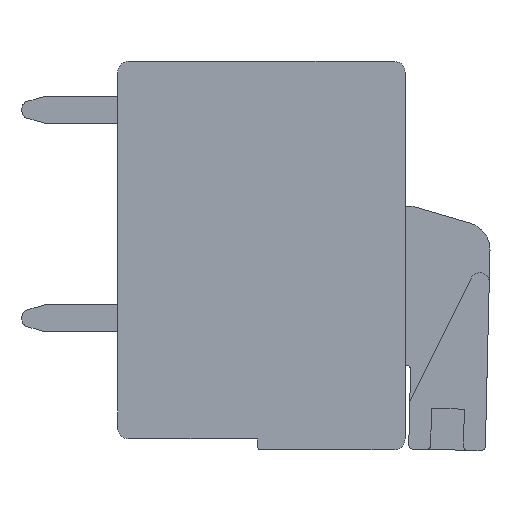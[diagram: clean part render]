
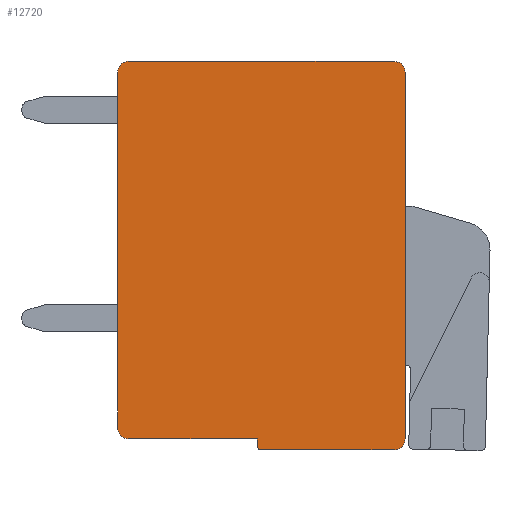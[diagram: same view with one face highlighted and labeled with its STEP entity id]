
A CAD part, front view. The second image highlights one B-rep face of the part: STEP entity #12720.
In plain terms, the highlighted planar face has unit normal (0, -1, 0).
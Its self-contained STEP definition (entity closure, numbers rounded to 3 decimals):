
#1=CARTESIAN_POINT('',(5.25,0.,-14.05));
#2=DIRECTION('',(0.,1.,0.));
#3=DIRECTION('',(0.,0.,-1.));
#4=AXIS2_PLACEMENT_3D('',#1,#2,#3);
#6=DIRECTION('',(0.,0.,1.));
#7=VECTOR('',#6,0.25);
#8=CARTESIAN_POINT('',(5.1,0.,-14.05));
#9=LINE('',#8,#7);
#10=DIRECTION('',(-1.,0.,0.));
#11=VECTOR('',#10,4.7);
#12=CARTESIAN_POINT('',(5.1,0.,-13.8));
#13=LINE('',#12,#11);
#14=CARTESIAN_POINT('',(0.4,0.,-13.4));
#15=DIRECTION('',(0.,1.,0.));
#16=DIRECTION('',(0.,0.,-1.));
#17=AXIS2_PLACEMENT_3D('',#14,#15,#16);
#19=DIRECTION('',(0.,0.,1.));
#20=VECTOR('',#19,13.);
#21=CARTESIAN_POINT('',(0.,0.,-13.4));
#22=LINE('',#21,#20);
#23=CARTESIAN_POINT('',(0.4,0.,-0.4));
#24=DIRECTION('',(0.,1.,0.));
#25=DIRECTION('',(-1.,0.,0.));
#26=AXIS2_PLACEMENT_3D('',#23,#24,#25);
#28=DIRECTION('',(1.,0.,0.));
#29=VECTOR('',#28,9.7);
#30=CARTESIAN_POINT('',(0.4,0.,0.));
#31=LINE('',#30,#29);
#32=CARTESIAN_POINT('',(10.1,0.,-0.4));
#33=DIRECTION('',(0.,1.,0.));
#34=DIRECTION('',(0.,0.,1.));
#35=AXIS2_PLACEMENT_3D('',#32,#33,#34);
#37=DIRECTION('',(0.,0.,-1.));
#38=VECTOR('',#37,13.4);
#39=CARTESIAN_POINT('',(10.5,0.,-0.4));
#40=LINE('',#39,#38);
#41=CARTESIAN_POINT('',(10.1,0.,-13.8));
#42=DIRECTION('',(0.,1.,0.));
#43=DIRECTION('',(1.,0.,0.));
#44=AXIS2_PLACEMENT_3D('',#41,#42,#43);
#46=DIRECTION('',(-1.,0.,0.));
#47=VECTOR('',#46,4.85);
#48=CARTESIAN_POINT('',(10.1,0.,-14.2));
#49=LINE('',#48,#47);
#9679=CARTESIAN_POINT('',(5.25,0.,-14.2));
#9680=CARTESIAN_POINT('',(5.1,0.,-14.05));
#9681=VERTEX_POINT('',#9679);
#9682=VERTEX_POINT('',#9680);
#9683=CARTESIAN_POINT('',(5.1,0.,-13.8));
#9684=VERTEX_POINT('',#9683);
#9685=CARTESIAN_POINT('',(0.4,0.,-13.8));
#9686=VERTEX_POINT('',#9685);
#9687=CARTESIAN_POINT('',(0.,0.,-13.4));
#9688=VERTEX_POINT('',#9687);
#9689=CARTESIAN_POINT('',(0.,0.,-0.4));
#9690=VERTEX_POINT('',#9689);
#9691=CARTESIAN_POINT('',(0.4,0.,0.));
#9692=VERTEX_POINT('',#9691);
#9693=CARTESIAN_POINT('',(10.1,0.,0.));
#9694=VERTEX_POINT('',#9693);
#9695=CARTESIAN_POINT('',(10.5,0.,-0.4));
#9696=VERTEX_POINT('',#9695);
#9697=CARTESIAN_POINT('',(10.5,0.,-13.8));
#9698=VERTEX_POINT('',#9697);
#9699=CARTESIAN_POINT('',(10.1,0.,-14.2));
#9700=VERTEX_POINT('',#9699);
#12691=CARTESIAN_POINT('',(0.,0.,0.));
#12692=DIRECTION('',(0.,1.,0.));
#12693=DIRECTION('',(1.,0.,0.));
#12694=AXIS2_PLACEMENT_3D('',#12691,#12692,#12693);
#12695=PLANE('',#12694);
#12697=ORIENTED_EDGE('',*,*,#12696,.T.);
#12699=ORIENTED_EDGE('',*,*,#12698,.T.);
#12701=ORIENTED_EDGE('',*,*,#12700,.T.);
#12703=ORIENTED_EDGE('',*,*,#12702,.T.);
#12705=ORIENTED_EDGE('',*,*,#12704,.T.);
#12707=ORIENTED_EDGE('',*,*,#12706,.T.);
#12709=ORIENTED_EDGE('',*,*,#12708,.T.);
#12711=ORIENTED_EDGE('',*,*,#12710,.T.);
#12713=ORIENTED_EDGE('',*,*,#12712,.T.);
#12715=ORIENTED_EDGE('',*,*,#12714,.T.);
#12717=ORIENTED_EDGE('',*,*,#12716,.T.);
#12718=EDGE_LOOP('',(#12697,#12699,#12701,#12703,#12705,#12707,#12709,#12711,
#12713,#12715,#12717));
#12719=FACE_OUTER_BOUND('',#12718,.F.);
#5=CIRCLE('',#4,0.15);
#18=CIRCLE('',#17,0.4);
#27=CIRCLE('',#26,0.4);
#36=CIRCLE('',#35,0.4);
#45=CIRCLE('',#44,0.4);
#12696=EDGE_CURVE('',#9681,#9682,#5,.T.);
#12698=EDGE_CURVE('',#9682,#9684,#9,.T.);
#12700=EDGE_CURVE('',#9684,#9686,#13,.T.);
#12702=EDGE_CURVE('',#9686,#9688,#18,.T.);
#12704=EDGE_CURVE('',#9688,#9690,#22,.T.);
#12706=EDGE_CURVE('',#9690,#9692,#27,.T.);
#12708=EDGE_CURVE('',#9692,#9694,#31,.T.);
#12710=EDGE_CURVE('',#9694,#9696,#36,.T.);
#12712=EDGE_CURVE('',#9696,#9698,#40,.T.);
#12714=EDGE_CURVE('',#9698,#9700,#45,.T.);
#12716=EDGE_CURVE('',#9700,#9681,#49,.T.);
#12720=ADVANCED_FACE('',(#12719),#12695,.F.);
